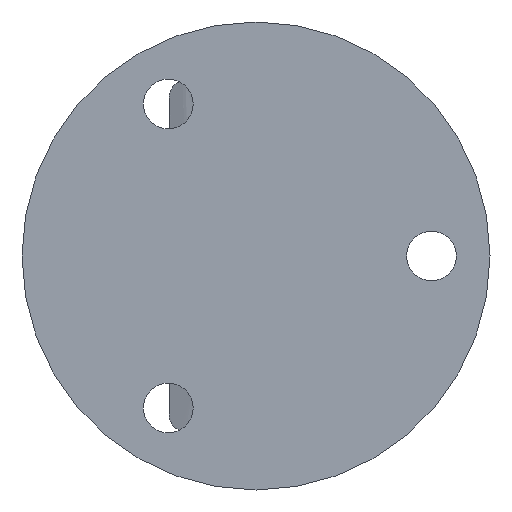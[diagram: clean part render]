
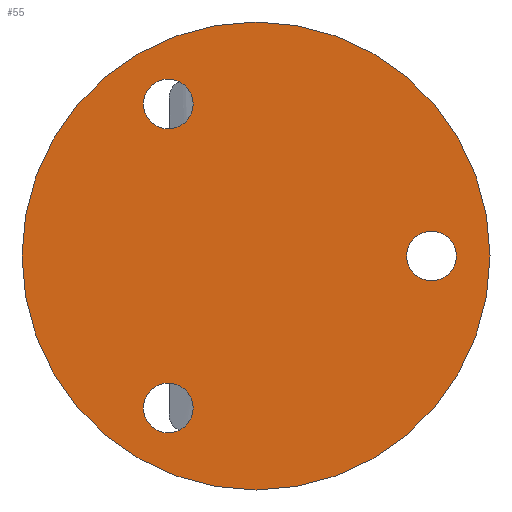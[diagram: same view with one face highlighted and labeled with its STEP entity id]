
A CAD part, front view. The second image highlights one B-rep face of the part: STEP entity #55.
In plain terms, the highlighted planar face has unit normal (0, -1, 0).
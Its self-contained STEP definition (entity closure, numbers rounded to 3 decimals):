
#39 = EDGE_LOOP ( 'NONE', ( #716, #764 ) ) ;
#40 = DIRECTION ( 'NONE',  ( 0., 1., 0. ) ) ;
#47 = CARTESIAN_POINT ( 'NONE',  ( 30., 0., 0. ) ) ;
#54 = CIRCLE ( 'NONE', #181, 4.25 ) ;
#55 = ADVANCED_FACE ( 'NONE', ( #70, #476, #1219, #220 ), #801, .F. ) ;
#70 = FACE_BOUND ( 'NONE', #39, .T. ) ;
#144 = EDGE_LOOP ( 'NONE', ( #1066, #811 ) ) ;
#153 = DIRECTION ( 'NONE',  ( 0., 0., 1. ) ) ;
#161 = DIRECTION ( 'NONE',  ( 0., 1., 0. ) ) ;
#177 = DIRECTION ( 'NONE',  ( 0., 1., 0. ) ) ;
#181 = AXIS2_PLACEMENT_3D ( 'NONE', #1163, #659, #1154 ) ;
#204 = VERTEX_POINT ( 'NONE', #844 ) ;
#205 = DIRECTION ( 'NONE',  ( 0., 0., 1. ) ) ;
#208 = EDGE_CURVE ( 'NONE', #247, #1035, #54, .T. ) ;
#209 = CIRCLE ( 'NONE', #1286, 4.25 ) ;
#215 = VERTEX_POINT ( 'NONE', #255 ) ;
#217 = CARTESIAN_POINT ( 'NONE',  ( 0., 0., 40. ) ) ;
#218 = CARTESIAN_POINT ( 'NONE',  ( -15., 0., 30.231 ) ) ;
#220 = FACE_OUTER_BOUND ( 'NONE', #1058, .T. ) ;
#225 = AXIS2_PLACEMENT_3D ( 'NONE', #989, #177, #878 ) ;
#247 = VERTEX_POINT ( 'NONE', #784 ) ;
#250 = EDGE_CURVE ( 'NONE', #601, #286, #1196, .T. ) ;
#252 = DIRECTION ( 'NONE',  ( 0., 1., 0. ) ) ;
#255 = CARTESIAN_POINT ( 'NONE',  ( -15., 0., 21.731 ) ) ;
#259 = DIRECTION ( 'NONE',  ( 0., 1., 0. ) ) ;
#267 = DIRECTION ( 'NONE',  ( 0., 1., 0. ) ) ;
#270 = DIRECTION ( 'NONE',  ( 0., 1., 0. ) ) ;
#286 = VERTEX_POINT ( 'NONE', #1171 ) ;
#295 = EDGE_CURVE ( 'NONE', #932, #204, #906, .T. ) ;
#314 = AXIS2_PLACEMENT_3D ( 'NONE', #929, #267, #364 ) ;
#318 = ORIENTED_EDGE ( 'NONE', *, *, #1231, .T. ) ;
#362 = CIRCLE ( 'NONE', #712, 4.25 ) ;
#364 = DIRECTION ( 'NONE',  ( 0., 0., 1. ) ) ;
#382 = CIRCLE ( 'NONE', #1218, 4.25 ) ;
#424 = AXIS2_PLACEMENT_3D ( 'NONE', #752, #259, #153 ) ;
#451 = ORIENTED_EDGE ( 'NONE', *, *, #1307, .F. ) ;
#454 = ORIENTED_EDGE ( 'NONE', *, *, #250, .F. ) ;
#476 = FACE_BOUND ( 'NONE', #1144, .T. ) ;
#479 = CARTESIAN_POINT ( 'NONE',  ( 30., 0., 0. ) ) ;
#488 = CIRCLE ( 'NONE', #314, 4.25 ) ;
#491 = AXIS2_PLACEMENT_3D ( 'NONE', #1209, #602, #205 ) ;
#513 = AXIS2_PLACEMENT_3D ( 'NONE', #479, #270, #666 ) ;
#575 = CARTESIAN_POINT ( 'NONE',  ( -15., 0., -30.231 ) ) ;
#601 = VERTEX_POINT ( 'NONE', #217 ) ;
#602 = DIRECTION ( 'NONE',  ( 0., 1., 0. ) ) ;
#659 = DIRECTION ( 'NONE',  ( 0., 1., 0. ) ) ;
#666 = DIRECTION ( 'NONE',  ( 0., 0., 1. ) ) ;
#669 = CARTESIAN_POINT ( 'NONE',  ( -15., 0., -25.981 ) ) ;
#712 = AXIS2_PLACEMENT_3D ( 'NONE', #669, #40, #1240 ) ;
#716 = ORIENTED_EDGE ( 'NONE', *, *, #1188, .T. ) ;
#752 = CARTESIAN_POINT ( 'NONE',  ( 0., 0., 0. ) ) ;
#764 = ORIENTED_EDGE ( 'NONE', *, *, #295, .T. ) ;
#784 = CARTESIAN_POINT ( 'NONE',  ( -15., 0., -21.731 ) ) ;
#801 = PLANE ( 'NONE',  #491 ) ;
#811 = ORIENTED_EDGE ( 'NONE', *, *, #1208, .T. ) ;
#844 = CARTESIAN_POINT ( 'NONE',  ( 30., 0., 4.25 ) ) ;
#847 = VERTEX_POINT ( 'NONE', #218 ) ;
#848 = DIRECTION ( 'NONE',  ( 0., 0., 1. ) ) ;
#878 = DIRECTION ( 'NONE',  ( 0., 0., 1. ) ) ;
#906 = CIRCLE ( 'NONE', #513, 4.25 ) ;
#929 = CARTESIAN_POINT ( 'NONE',  ( -15., 0., 25.981 ) ) ;
#932 = VERTEX_POINT ( 'NONE', #1065 ) ;
#945 = CARTESIAN_POINT ( 'NONE',  ( -15., 0., 25.981 ) ) ;
#989 = CARTESIAN_POINT ( 'NONE',  ( 0., 0., 0. ) ) ;
#1022 = EDGE_CURVE ( 'NONE', #847, #215, #382, .T. ) ;
#1035 = VERTEX_POINT ( 'NONE', #575 ) ;
#1049 = DIRECTION ( 'NONE',  ( 0., 0., 1. ) ) ;
#1058 = EDGE_LOOP ( 'NONE', ( #451, #454 ) ) ;
#1065 = CARTESIAN_POINT ( 'NONE',  ( 30., 0., -4.25 ) ) ;
#1066 = ORIENTED_EDGE ( 'NONE', *, *, #1022, .T. ) ;
#1144 = EDGE_LOOP ( 'NONE', ( #1260, #318 ) ) ;
#1154 = DIRECTION ( 'NONE',  ( 0., 0., 1. ) ) ;
#1161 = CIRCLE ( 'NONE', #424, 40. ) ;
#1163 = CARTESIAN_POINT ( 'NONE',  ( -15., 0., -25.981 ) ) ;
#1171 = CARTESIAN_POINT ( 'NONE',  ( 0., 0., -40. ) ) ;
#1188 = EDGE_CURVE ( 'NONE', #204, #932, #209, .T. ) ;
#1196 = CIRCLE ( 'NONE', #225, 40. ) ;
#1208 = EDGE_CURVE ( 'NONE', #215, #847, #488, .T. ) ;
#1209 = CARTESIAN_POINT ( 'NONE',  ( 0., 0., 0. ) ) ;
#1218 = AXIS2_PLACEMENT_3D ( 'NONE', #945, #252, #1049 ) ;
#1219 = FACE_BOUND ( 'NONE', #144, .T. ) ;
#1231 = EDGE_CURVE ( 'NONE', #1035, #247, #362, .T. ) ;
#1240 = DIRECTION ( 'NONE',  ( 0., 0., 1. ) ) ;
#1260 = ORIENTED_EDGE ( 'NONE', *, *, #208, .T. ) ;
#1286 = AXIS2_PLACEMENT_3D ( 'NONE', #47, #161, #848 ) ;
#1307 = EDGE_CURVE ( 'NONE', #286, #601, #1161, .T. ) ;
